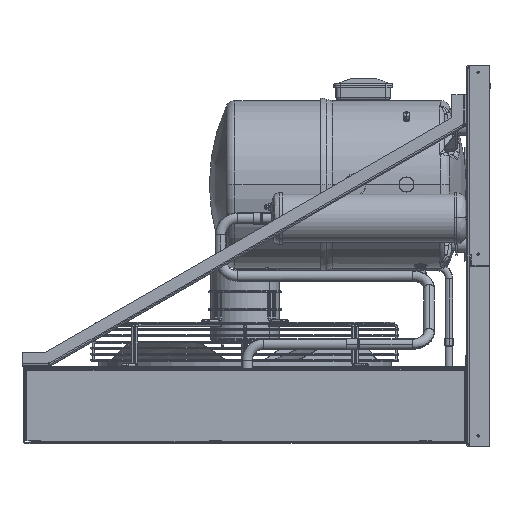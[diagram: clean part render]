
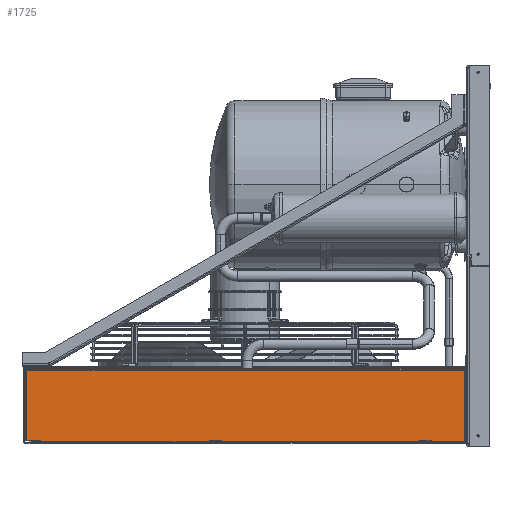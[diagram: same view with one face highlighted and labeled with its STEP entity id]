
A CAD part, left-side view. The second image highlights one B-rep face of the part: STEP entity #1725.
In plain terms, the highlighted face is planar.
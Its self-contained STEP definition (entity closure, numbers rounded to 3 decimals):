
#962 = EDGE_CURVE ( 'NONE', #93599, #112023, #88938, .T. ) ;
#1725 = ADVANCED_FACE ( 'NONE', ( #87242 ), #52618, .T. ) ;
#4632 = VECTOR ( 'NONE', #108719, 1000. ) ;
#6728 = ORIENTED_EDGE ( 'NONE', *, *, #104327, .T. ) ;
#7845 = CARTESIAN_POINT ( 'NONE',  ( -74.4, 448.2, 0. ) ) ;
#11536 = CARTESIAN_POINT ( 'NONE',  ( -74.4, 448.2, 0. ) ) ;
#12418 = CARTESIAN_POINT ( 'NONE',  ( 74.4, -458.4, 0. ) ) ;
#13028 = LINE ( 'NONE', #112910, #59995 ) ;
#13581 = ORIENTED_EDGE ( 'NONE', *, *, #74306, .T. ) ;
#14638 = CARTESIAN_POINT ( 'NONE',  ( -74.4, -458.4, 0. ) ) ;
#17486 = CARTESIAN_POINT ( 'NONE',  ( 0., 0., 0. ) ) ;
#17972 = CARTESIAN_POINT ( 'NONE',  ( -73.5, 458.4, 0. ) ) ;
#23253 = ORIENTED_EDGE ( 'NONE', *, *, #68175, .F. ) ;
#23360 = VERTEX_POINT ( 'NONE', #77341 ) ;
#24421 = VERTEX_POINT ( 'NONE', #7845 ) ;
#26599 = EDGE_CURVE ( 'NONE', #23360, #93599, #94434, .T. ) ;
#27165 = CARTESIAN_POINT ( 'NONE',  ( 74.4, 458.4, 0. ) ) ;
#29949 = DIRECTION ( 'NONE',  ( 0., 1., 0. ) ) ;
#30808 = VECTOR ( 'NONE', #95482, 1000. ) ;
#31588 = VERTEX_POINT ( 'NONE', #14638 ) ;
#33530 = LINE ( 'NONE', #86592, #30808 ) ;
#37903 = LINE ( 'NONE', #12418, #85083 ) ;
#41761 = VECTOR ( 'NONE', #46112, 1000. ) ;
#42217 = CARTESIAN_POINT ( 'NONE',  ( -73.5, 448.2, 0. ) ) ;
#44082 = DIRECTION ( 'NONE',  ( 1., 0., 0. ) ) ;
#46112 = DIRECTION ( 'NONE',  ( -1., 0., 0. ) ) ;
#48891 = LINE ( 'NONE', #11536, #4632 ) ;
#48984 = EDGE_CURVE ( 'NONE', #24421, #31588, #48891, .T. ) ;
#52618 = PLANE ( 'NONE',  #74832 ) ;
#59838 = DIRECTION ( 'NONE',  ( 0., -1., 0. ) ) ;
#59995 = VECTOR ( 'NONE', #59838, 1000. ) ;
#68175 = EDGE_CURVE ( 'NONE', #23360, #31588, #37903, .T. ) ;
#70791 = VECTOR ( 'NONE', #29949, 1000. ) ;
#74306 = EDGE_CURVE ( 'NONE', #112023, #110319, #13028, .T. ) ;
#74350 = DIRECTION ( 'NONE',  ( -1., 0., 0. ) ) ;
#74832 = AXIS2_PLACEMENT_3D ( 'NONE', #17486, #97254, #44082 ) ;
#77341 = CARTESIAN_POINT ( 'NONE',  ( 74.4, -458.4, 0. ) ) ;
#77925 = ORIENTED_EDGE ( 'NONE', *, *, #48984, .T. ) ;
#82972 = CARTESIAN_POINT ( 'NONE',  ( 74.4, -462., 0. ) ) ;
#85083 = VECTOR ( 'NONE', #74350, 1000. ) ;
#86004 = ORIENTED_EDGE ( 'NONE', *, *, #26599, .T. ) ;
#86592 = CARTESIAN_POINT ( 'NONE',  ( 0., 448.2, 0. ) ) ;
#87242 = FACE_OUTER_BOUND ( 'NONE', #89798, .T. ) ;
#88938 = LINE ( 'NONE', #108147, #41761 ) ;
#89798 = EDGE_LOOP ( 'NONE', ( #86004, #108460, #13581, #6728, #77925, #23253 ) ) ;
#93599 = VERTEX_POINT ( 'NONE', #27165 ) ;
#94434 = LINE ( 'NONE', #82972, #70791 ) ;
#95482 = DIRECTION ( 'NONE',  ( -1., 0., 0. ) ) ;
#97254 = DIRECTION ( 'NONE',  ( 0., 0., 1. ) ) ;
#104327 = EDGE_CURVE ( 'NONE', #110319, #24421, #33530, .T. ) ;
#108147 = CARTESIAN_POINT ( 'NONE',  ( 74.4, 458.4, 0. ) ) ;
#108460 = ORIENTED_EDGE ( 'NONE', *, *, #962, .T. ) ;
#108719 = DIRECTION ( 'NONE',  ( 0., -1., 0. ) ) ;
#110319 = VERTEX_POINT ( 'NONE', #42217 ) ;
#112023 = VERTEX_POINT ( 'NONE', #17972 ) ;
#112910 = CARTESIAN_POINT ( 'NONE',  ( -73.5, 0., 0. ) ) ;
